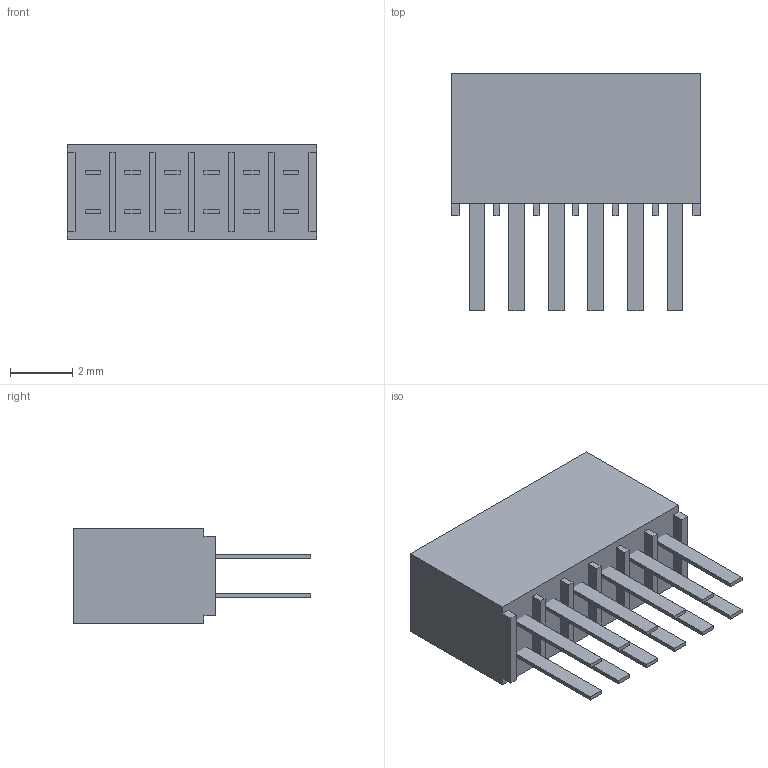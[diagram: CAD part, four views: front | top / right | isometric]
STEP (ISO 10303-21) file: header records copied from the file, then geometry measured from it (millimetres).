
FILE_DESCRIPTION(/* description */ ('STEP AP214'),/* implementation_level */ '2;1');
FILE_NAME(/* name */ 'SFMC-106-T1-S-D',/* time_stamp */ '2023-03-19T14:37:36+01:00',/* author */ ('License CC BY-ND 4.0'),/* organization */ ('CADENAS'),/* preprocessor_version */ 'ST-DEVELOPER v19.3',/* originating_system */ 'PARTsolutions',/* authorisation */ ' ');
FILE_SCHEMA (('AUTOMOTIVE_DESIGN {1 0 10303 214 3 1 1}'));
Length unit declared in the file: inch
Products named in the file (3): SFMC-106-T1-S-D; C-06-T1_spins; SFMC-106-T1_socket
Assembly tree (2 placements, depth 2):
  SFMC-106-T1-S-D
    C-06-T1_spins
    SFMC-106-T1_socket
Bounding box: 8 x 7.62 x 3.05 mm (x, y, z)
Volume: 97 mm3; surface area: 317 mm2
Topology: 2 solids, 2 shells, 209 faces, 492 edges, 312 vertices
Faces by surface type: plane 209
Entity records: 5880 total; most frequent: CARTESIAN_POINT 1016, ORIENTED_EDGE 984, DIRECTION 916, EDGE_CURVE 492, LINE 492, VECTOR 492, VERTEX_POINT 312, EDGE_LOOP 234
